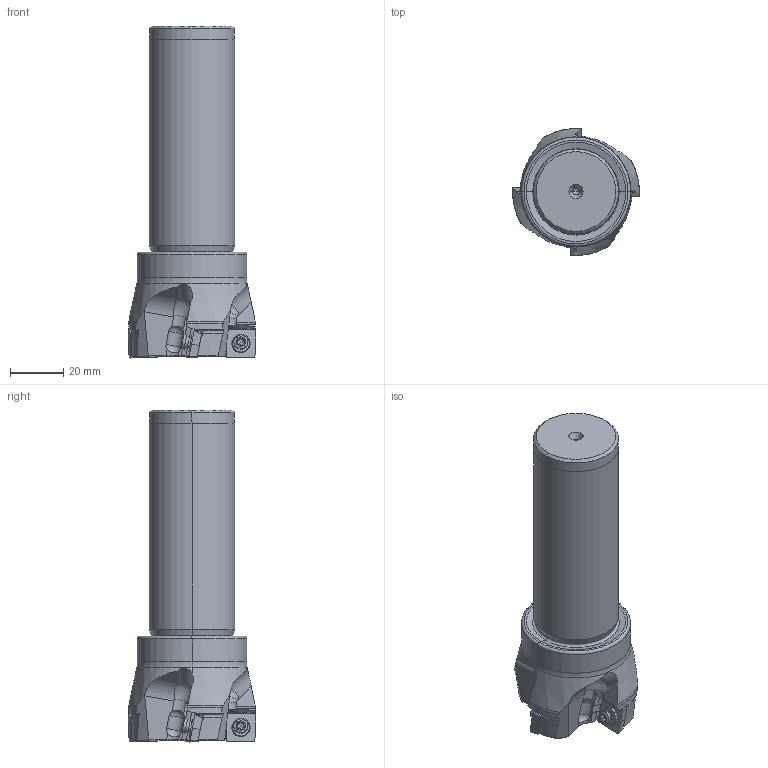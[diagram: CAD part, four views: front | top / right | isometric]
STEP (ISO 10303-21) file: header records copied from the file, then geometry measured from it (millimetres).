
FILE_DESCRIPTION(/* description */ (''),/* implementation_level */ '2;1');
FILE_NAME(/* name */ 'ASX400R504S32.stp',/* time_stamp */ '2021-09-08T11:41:33+09:00',/* author */ (''),/* organization */ (''),/* preprocessor_version */ 'ST-DEVELOPER v16',/* originating_system */ 'SIEMENS PLM Software NX 10.0',/* authorisation */ '');
FILE_SCHEMA (('AUTOMOTIVE_DESIGN { 1 0 10303 214 3 1 1 1 }'));
Length unit declared in the file: millimetre
Products named in the file (1): ASX400R504S32_ASM
Bounding box: 47.8 x 47.83 x 124.72 mm (x, y, z)
Volume: 113478.6 mm3; surface area: 20941 mm2
Topology: 13 solids, 13 shells, 596 faces, 1716 edges, 1170 vertices
Faces by surface type: plane 228, cylinder 206, cone 86, torus 32, sphere 20, extrusion 16, bspline 8
Entity records: 24156 total; most frequent: CARTESIAN_POINT 8386, ORIENTED_EDGE 3340, DIRECTION 3082, EDGE_CURVE 1670, AXIS2_PLACEMENT_3D 1187, VERTEX_POINT 1123, VECTOR 708, LINE 692
